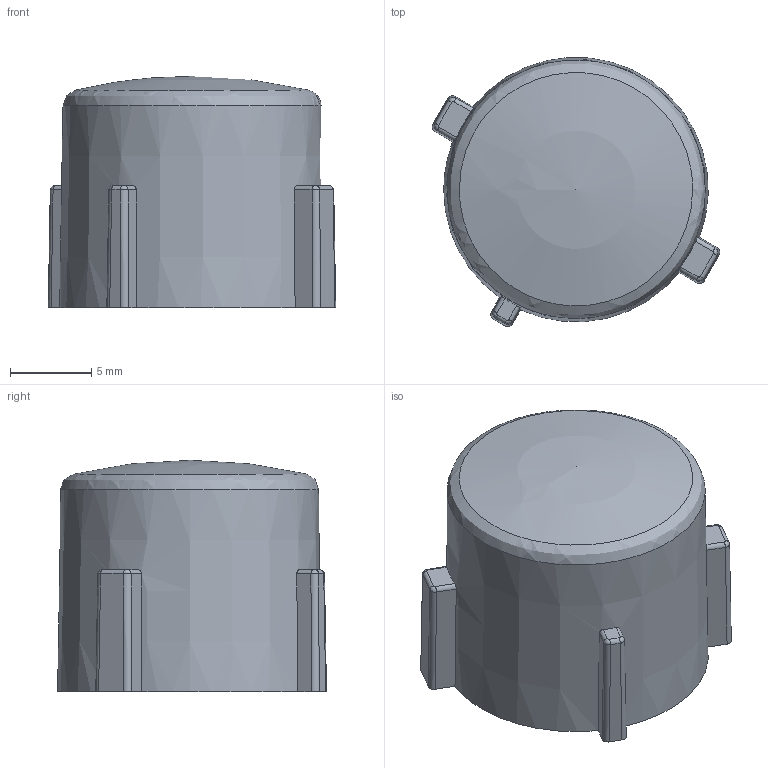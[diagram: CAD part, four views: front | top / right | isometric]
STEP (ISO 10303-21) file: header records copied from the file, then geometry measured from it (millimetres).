
FILE_DESCRIPTION(/* description */ (''),/* implementation_level */ '2;1');
FILE_NAME(/* name */ 'A Button.step',/* time_stamp */ '2023-01-23T22:28:24-08:00',/* author */ (''),/* organization */ (''),/* preprocessor_version */ 'ST-DEVELOPER v19.2',/* originating_system */ 'Autodesk Translation Framework v11.17.0.187',/* authorisation */ '');
FILE_SCHEMA (('AUTOMOTIVE_DESIGN { 1 0 10303 214 3 1 1 }'));
Length unit declared in the file: millimetre
Products named in the file (1): A Button OEM
Bounding box: 17.71 x 16.57 x 14.25 mm (x, y, z)
Volume: 923.5 mm3; surface area: 2214 mm2
Topology: 1 solids, 1 shells, 69 faces, 189 edges, 122 vertices
Faces by surface type: plane 30, cylinder 23, bspline 8, cone 5, sphere 3
Entity records: 2728 total; most frequent: CARTESIAN_POINT 1011, ORIENTED_EDGE 374, DIRECTION 334, EDGE_CURVE 187, AXIS2_PLACEMENT_3D 131, VERTEX_POINT 122, LINE 72, VECTOR 72
